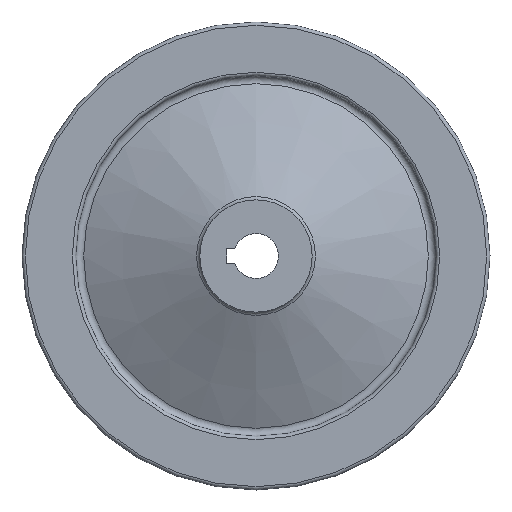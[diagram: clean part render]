
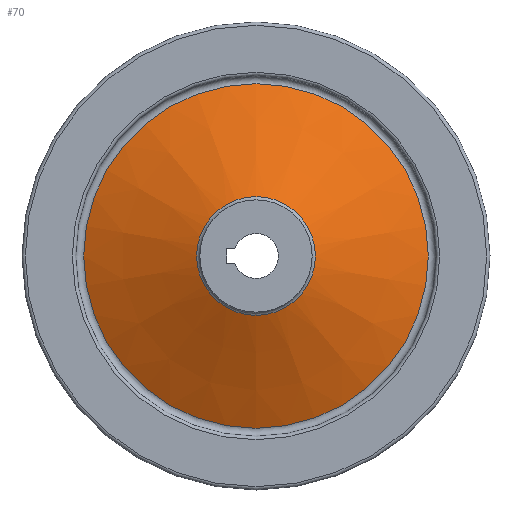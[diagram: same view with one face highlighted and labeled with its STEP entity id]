
A CAD part, left-side view. The second image highlights one B-rep face of the part: STEP entity #70.
In plain terms, the highlighted conical face has half-angle 64.667 degrees and reference radius 15.858 mm.
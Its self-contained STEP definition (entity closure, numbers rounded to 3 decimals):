
#70 = ADVANCED_FACE( '', ( #153, #154 ), #155, .T. );
#153 = FACE_OUTER_BOUND( '', #244, .T. );
#154 = FACE_BOUND( '', #245, .T. );
#155 = CONICAL_SURFACE( '', #246, 15.858, 1.129 );
#244 = EDGE_LOOP( '', ( #362 ) );
#245 = EDGE_LOOP( '', ( #363 ) );
#246 = AXIS2_PLACEMENT_3D( '', #364, #365, #366 );
#362 = ORIENTED_EDGE( '', *, *, #463, .F. );
#363 = ORIENTED_EDGE( '', *, *, #464, .T. );
#364 = CARTESIAN_POINT( '', ( 11.218, 0., 0. ) );
#365 = DIRECTION( '', ( 1., 0., 0. ) );
#366 = DIRECTION( '', ( 0., 0., -1. ) );
#463 = EDGE_CURVE( '', #534, #534, #535, .T. );
#464 = EDGE_CURVE( '', #536, #536, #537, .T. );
#534 = VERTEX_POINT( '', #618 );
#535 = CIRCLE( '', #619, 46.014 );
#536 = VERTEX_POINT( '', #620 );
#537 = CIRCLE( '', #621, 15.858 );
#618 = CARTESIAN_POINT( '', ( 25.494, 0., -46.014 ) );
#619 = AXIS2_PLACEMENT_3D( '', #691, #692, #693 );
#620 = CARTESIAN_POINT( '', ( 11.218, 0., -15.858 ) );
#621 = AXIS2_PLACEMENT_3D( '', #694, #695, #696 );
#691 = CARTESIAN_POINT( '', ( 25.494, 0., 0. ) );
#692 = DIRECTION( '', ( 1., 0., 0. ) );
#693 = DIRECTION( '', ( 0., 0., -1. ) );
#694 = CARTESIAN_POINT( '', ( 11.218, 0., 0. ) );
#695 = DIRECTION( '', ( 1., 0., 0. ) );
#696 = DIRECTION( '', ( 0., 0., -1. ) );
